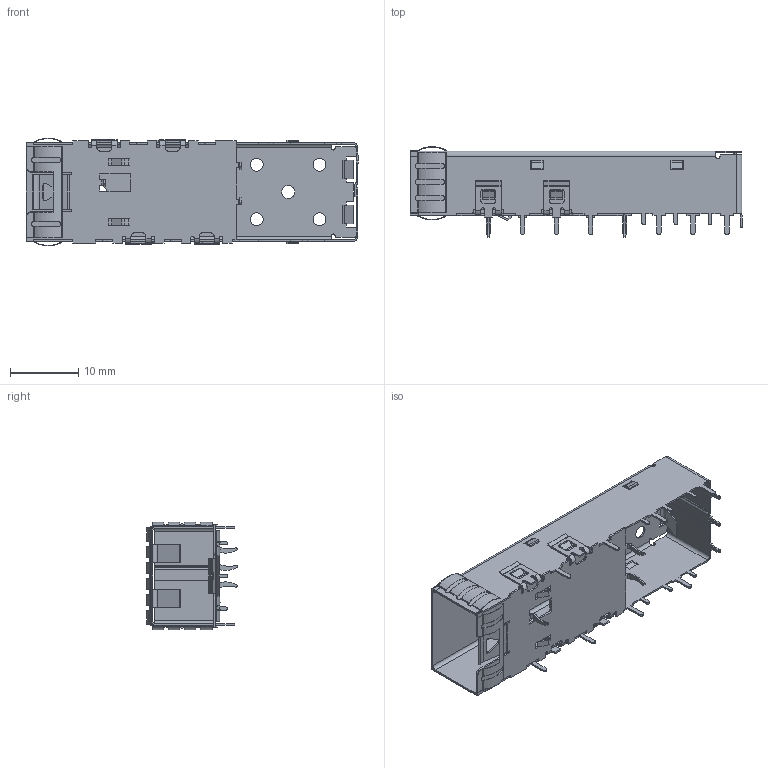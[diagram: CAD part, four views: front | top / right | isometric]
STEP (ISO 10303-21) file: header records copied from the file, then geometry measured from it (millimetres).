
FILE_DESCRIPTION (( 'STEP AP214' ), '1' );
FILE_NAME ('2007194-1.STEP', '2020-04-10T06:30:01', ( '' ), ( '' ), 'SwSTEP 2.0', 'SolidWorks 2017', '' );
FILE_SCHEMA (( 'AUTOMOTIVE_DESIGN' ));
Length unit declared in the file: millimetre
Products named in the file (1): 2007194-1
Bounding box: 48.7 x 13.29 x 15.79 mm (x, y, z)
Volume: 544 mm3; surface area: 4857.2 mm2
Topology: 4 solids, 4 shells, 1025 faces, 2739 edges, 1688 vertices
Faces by surface type: plane 698, cylinder 312, bspline 15
Entity records: 32272 total; most frequent: CARTESIAN_POINT 6312, ORIENTED_EDGE 5478, DIRECTION 5343, EDGE_CURVE 2739, VECTOR 2025, LINE 2025, VERTEX_POINT 1688, AXIS2_PLACEMENT_3D 1659
